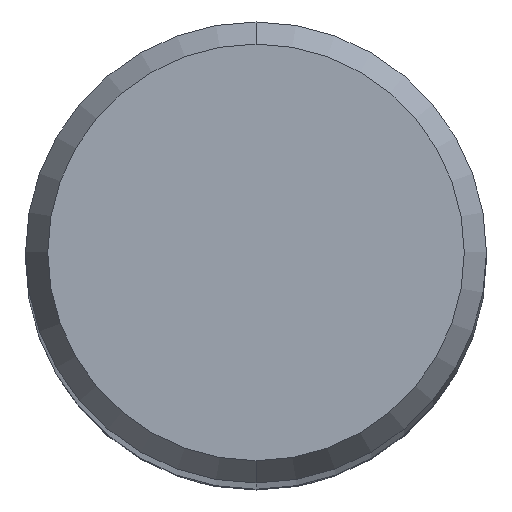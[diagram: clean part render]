
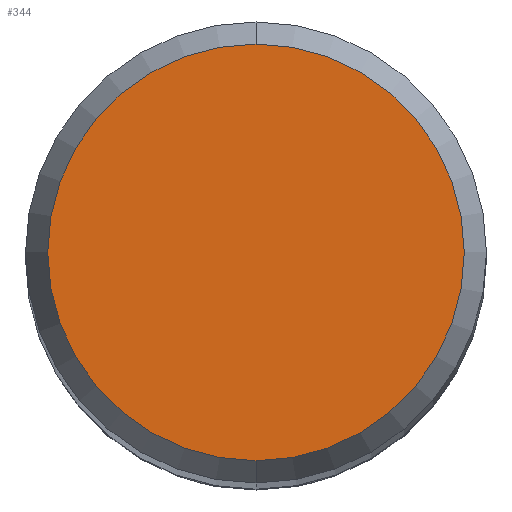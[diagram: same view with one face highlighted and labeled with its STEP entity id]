
A CAD part, top view. The second image highlights one B-rep face of the part: STEP entity #344.
In plain terms, the highlighted planar face has unit normal (0, 0, 1).
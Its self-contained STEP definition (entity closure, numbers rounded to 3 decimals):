
#264=VERTEX_POINT('',#590);
#272=VERTEX_POINT('',#600);
#344=ADVANCED_FACE('',(#676),#677,.T.);
#390=EDGE_CURVE('',#264,#272,#728,.T.);
#422=EDGE_CURVE('',#272,#264,#765,.T.);
#590=CARTESIAN_POINT('',(0.,-4.304,0.0));
#600=CARTESIAN_POINT('',(0.0,4.304,0.0));
#676=FACE_OUTER_BOUND('',#1233,.T.);
#677=PLANE('',#1234);
#728=CIRCLE('',#1358,4.304);
#765=CIRCLE('',#1400,4.304);
#1233=EDGE_LOOP('',(#1703,#1704));
#1234=AXIS2_PLACEMENT_3D('',#1705,#1706,#1707);
#1358=AXIS2_PLACEMENT_3D('',#1765,#1766,#1767);
#1400=AXIS2_PLACEMENT_3D('',#1824,#1825,#1826);
#1703=ORIENTED_EDGE('',*,*,#422,.F.);
#1704=ORIENTED_EDGE('',*,*,#390,.F.);
#1705=CARTESIAN_POINT('',(0.0,2.152,0.0));
#1706=DIRECTION('',(-0.0,0.0,1.0));
#1707=DIRECTION('',(0.0,-1.0,0.0));
#1765=CARTESIAN_POINT('',(0.0,0.0,0.0));
#1766=DIRECTION('',(0.0,0.0,-1.0));
#1767=DIRECTION('',(0.0,1.0,0.0));
#1824=CARTESIAN_POINT('',(0.0,0.0,0.0));
#1825=DIRECTION('',(0.0,0.0,-1.0));
#1826=DIRECTION('',(0.0,1.0,0.0));
